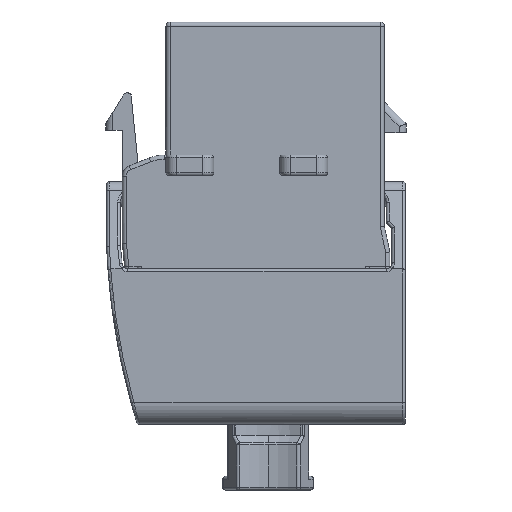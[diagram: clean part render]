
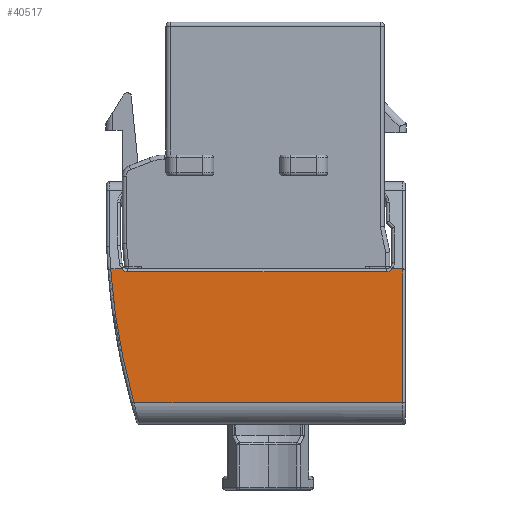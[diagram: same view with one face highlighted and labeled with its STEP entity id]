
A CAD part, left-side view. The second image highlights one B-rep face of the part: STEP entity #40517.
In plain terms, the highlighted planar face has unit normal (-1, 0, 0).
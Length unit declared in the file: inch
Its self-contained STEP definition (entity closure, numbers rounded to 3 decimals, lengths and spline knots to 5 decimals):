
#1422 = AXIS2_PLACEMENT_3D ( 'NONE', #86394, #69367, #61363 ) ;
#2988 = ORIENTED_EDGE ( 'NONE', *, *, #69166, .T. ) ;
#4626 = VERTEX_POINT ( 'NONE', #95689 ) ;
#6368 = CARTESIAN_POINT ( 'NONE',  ( -0.30684, -1.48073, -0.68799 ) ) ;
#7413 = FACE_OUTER_BOUND ( 'NONE', #83118, .T. ) ;
#10378 = EDGE_CURVE ( 'NONE', #60692, #4626, #44281, .T. ) ;
#11031 = ORIENTED_EDGE ( 'NONE', *, *, #50137, .T. ) ;
#11675 = CARTESIAN_POINT ( 'NONE',  ( -0.30684, -1.48073, -0.3101 ) ) ;
#12120 = CARTESIAN_POINT ( 'NONE',  ( -0.30684, 0.4746, -0.30223 ) ) ;
#13161 = DIRECTION ( 'NONE',  ( -1., 0., 0. ) ) ;
#17983 = DIRECTION ( 'NONE',  ( 0., 0., 1. ) ) ;
#20219 = DIRECTION ( 'NONE',  ( 0., 1., 0. ) ) ;
#20964 = CARTESIAN_POINT ( 'NONE',  ( -0.30684, -0.37598, -0.30223 ) ) ;
#21250 = VECTOR ( 'NONE', #20219, 39.37008 ) ;
#21321 = CARTESIAN_POINT ( 'NONE',  ( -0.30684, -0.36811, -0.16042 ) ) ;
#22993 = DIRECTION ( 'NONE',  ( 0., -1., 0. ) ) ;
#23650 = B_SPLINE_CURVE_WITH_KNOTS ( 'NONE', 3,
 ( #80917, #46018, #89566, #54761 ),
 .UNSPECIFIED., .F., .F.,
 ( 4, 4 ),
 ( 0., 0. ),
 .UNSPECIFIED. ) ;
#26843 = EDGE_CURVE ( 'NONE', #110334, #103163, #49200, .T. ) ;
#28740 = VECTOR ( 'NONE', #62469, 39.37008 ) ;
#28814 = LINE ( 'NONE', #21321, #111598 ) ;
#33913 = CARTESIAN_POINT ( 'NONE',  ( -0.30684, -0.36811, -0.68799 ) ) ;
#34670 = AXIS2_PLACEMENT_3D ( 'NONE', #64944, #93294, #81965 ) ;
#36206 = EDGE_CURVE ( 'NONE', #4626, #38641, #85568, .T. ) ;
#38019 = AXIS2_PLACEMENT_3D ( 'NONE', #57065, #13161, #73796 ) ;
#38641 = VERTEX_POINT ( 'NONE', #67498 ) ;
#39917 = LINE ( 'NONE', #107352, #106392 ) ;
#40307 = CARTESIAN_POINT ( 'NONE',  ( -0.30684, 0.44324, -0.30223 ) ) ;
#40517 = ADVANCED_FACE ( 'NONE', ( #7413 ), #73083, .T. ) ;
#42132 = EDGE_CURVE ( 'NONE', #83861, #65877, #23650, .T. ) ;
#44281 = LINE ( 'NONE', #20964, #21250 ) ;
#44523 = DIRECTION ( 'NONE',  ( -1., 0., 0. ) ) ;
#46018 = CARTESIAN_POINT ( 'NONE',  ( -0.30684, 0.47465, -0.30223 ) ) ;
#46181 = AXIS2_PLACEMENT_3D ( 'NONE', #96449, #44523, #17983 ) ;
#46727 = DIRECTION ( 'NONE',  ( 0., 1., 0. ) ) ;
#49200 = CIRCLE ( 'NONE', #34670, 0.02362 ) ;
#50137 = EDGE_CURVE ( 'NONE', #100112, #60692, #28814, .T. ) ;
#51172 = CARTESIAN_POINT ( 'NONE',  ( -0.30684, 0.47476, -0.30223 ) ) ;
#51474 = ORIENTED_EDGE ( 'NONE', *, *, #26843, .T. ) ;
#54761 = CARTESIAN_POINT ( 'NONE',  ( -0.30684, 0.47476, -0.30223 ) ) ;
#55468 = DIRECTION ( 'NONE',  ( 0., 0., 1. ) ) ;
#57065 = CARTESIAN_POINT ( 'NONE',  ( -0.30684, -1.48073, -0.16042 ) ) ;
#60692 = VERTEX_POINT ( 'NONE', #83014 ) ;
#61363 = DIRECTION ( 'NONE',  ( 0., 0., 1. ) ) ;
#62469 = DIRECTION ( 'NONE',  ( 0., 1., 0. ) ) ;
#64944 = CARTESIAN_POINT ( 'NONE',  ( -0.30684, 0.42563, -0.28648 ) ) ;
#65877 = VERTEX_POINT ( 'NONE', #51172 ) ;
#67498 = CARTESIAN_POINT ( 'NONE',  ( -0.30684, -0.32087, -0.3101 ) ) ;
#69166 = EDGE_CURVE ( 'NONE', #65877, #101711, #110212, .T. ) ;
#69367 = DIRECTION ( 'NONE',  ( 1., 0., 0. ) ) ;
#70783 = LINE ( 'NONE', #6368, #72177 ) ;
#72177 = VECTOR ( 'NONE', #22993, 39.37008 ) ;
#73083 = PLANE ( 'NONE',  #38019 ) ;
#73796 = DIRECTION ( 'NONE',  ( 0., 0., 1. ) ) ;
#77775 = CARTESIAN_POINT ( 'NONE',  ( -0.30684, 0.42563, -0.3101 ) ) ;
#80917 = CARTESIAN_POINT ( 'NONE',  ( -0.30684, 0.4746, -0.30223 ) ) ;
#81965 = DIRECTION ( 'NONE',  ( 0., 0., 1. ) ) ;
#83014 = CARTESIAN_POINT ( 'NONE',  ( -0.30684, -0.36811, -0.30223 ) ) ;
#83118 = EDGE_LOOP ( 'NONE', ( #99538, #91405, #102431, #51474, #93653, #98464, #2988, #95105, #11031 ) ) ;
#83861 = VERTEX_POINT ( 'NONE', #12120 ) ;
#85568 = CIRCLE ( 'NONE', #1422, 0.02362 ) ;
#86394 = CARTESIAN_POINT ( 'NONE',  ( -0.30684, -0.32087, -0.28648 ) ) ;
#89566 = CARTESIAN_POINT ( 'NONE',  ( -0.30684, 0.47471, -0.30223 ) ) ;
#91405 = ORIENTED_EDGE ( 'NONE', *, *, #36206, .T. ) ;
#91733 = EDGE_CURVE ( 'NONE', #103163, #83861, #39917, .T. ) ;
#92685 = CARTESIAN_POINT ( 'NONE',  ( -0.30684, 0.40758, -0.68799 ) ) ;
#93294 = DIRECTION ( 'NONE',  ( 1., 0., 0. ) ) ;
#93549 = EDGE_CURVE ( 'NONE', #101711, #100112, #70783, .T. ) ;
#93653 = ORIENTED_EDGE ( 'NONE', *, *, #91733, .T. ) ;
#95105 = ORIENTED_EDGE ( 'NONE', *, *, #93549, .T. ) ;
#95185 = LINE ( 'NONE', #11675, #28740 ) ;
#95689 = CARTESIAN_POINT ( 'NONE',  ( -0.30684, -0.33847, -0.30223 ) ) ;
#96449 = CARTESIAN_POINT ( 'NONE',  ( -0.30684, -1.48073, -0.16042 ) ) ;
#98464 = ORIENTED_EDGE ( 'NONE', *, *, #42132, .T. ) ;
#99538 = ORIENTED_EDGE ( 'NONE', *, *, #10378, .T. ) ;
#100112 = VERTEX_POINT ( 'NONE', #33913 ) ;
#101583 = EDGE_CURVE ( 'NONE', #38641, #110334, #95185, .T. ) ;
#101711 = VERTEX_POINT ( 'NONE', #92685 ) ;
#102431 = ORIENTED_EDGE ( 'NONE', *, *, #101583, .T. ) ;
#103163 = VERTEX_POINT ( 'NONE', #40307 ) ;
#106392 = VECTOR ( 'NONE', #46727, 39.37008 ) ;
#107352 = CARTESIAN_POINT ( 'NONE',  ( -0.30684, 0.44685, -0.30223 ) ) ;
#110212 = CIRCLE ( 'NONE', #46181, 1.96063 ) ;
#110334 = VERTEX_POINT ( 'NONE', #77775 ) ;
#111598 = VECTOR ( 'NONE', #55468, 39.37008 ) ;
